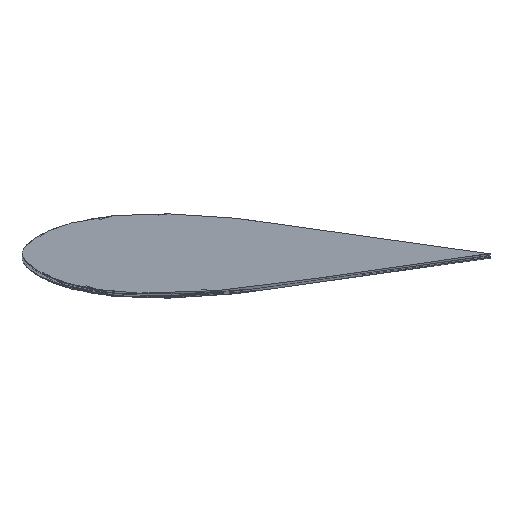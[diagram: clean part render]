
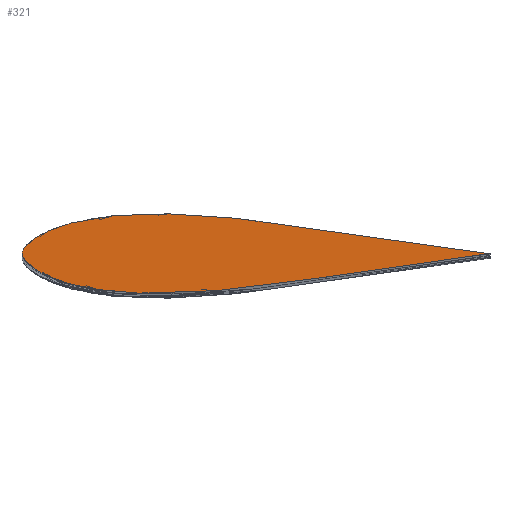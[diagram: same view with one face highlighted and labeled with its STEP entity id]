
A CAD part, top view. The second image highlights one B-rep face of the part: STEP entity #321.
In plain terms, the highlighted free-form (B-spline) face has degree [1, 1] with [2, 2] control points.
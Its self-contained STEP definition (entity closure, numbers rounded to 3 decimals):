
#22 = VERTEX_POINT('',#23);
#23 = CARTESIAN_POINT('',(97.167,0.,
    388.669));
#69 = VERTEX_POINT('',#70);
#70 = CARTESIAN_POINT('',(-32.389,0.,
    388.669));
#75 = EDGE_CURVE('',#69,#22,#76,.T.);
#76 = B_SPLINE_CURVE_WITH_KNOTS('',3,(#77,#78,#79,#80,#81,#82,#83,#84,
    #85,#86,#87,#88,#89,#90,#91,#92,#93,#94,#95,#96,#97,#98,#99,#100,
    #101,#102,#103,#104,#105,#106,#107,#108,#109),.UNSPECIFIED.,.F.,.F.,
  (4,1,1,1,1,1,1,1,1,1,1,1,1,1,1,1,1,1,1,1,1,1,1,1,1,1,1,1,1,1,4),(0.5,
    0.505,0.511,0.519,0.529,
    0.54,0.553,0.568,0.584,
    0.601,0.62,0.64,0.662,
    0.684,0.708,0.732,0.757,
    0.782,0.807,0.832,0.856,
    0.88,0.902,0.923,0.942,
    0.959,0.973,0.984,0.993,
    0.998,1.),.UNSPECIFIED.);
#77 = CARTESIAN_POINT('',(-32.389,0.,
    388.669));
#78 = CARTESIAN_POINT('',(-32.389,-0.413,
    388.669));
#79 = CARTESIAN_POINT('',(-31.965,-1.397,
    388.669));
#80 = CARTESIAN_POINT('',(-30.84,-2.692,
    388.669));
#81 = CARTESIAN_POINT('',(-29.156,-4.087,388.669
    ));
#82 = CARTESIAN_POINT('',(-26.928,-5.432,
    388.669));
#83 = CARTESIAN_POINT('',(-24.186,-6.715,
    388.669));
#84 = CARTESIAN_POINT('',(-20.942,-7.882,
    388.669));
#85 = CARTESIAN_POINT('',(-17.223,-8.906,
    388.669));
#86 = CARTESIAN_POINT('',(-13.05,-9.751,388.669
    ));
#87 = CARTESIAN_POINT('',(-8.451,-10.402,
    388.669));
#88 = CARTESIAN_POINT('',(-3.45,-10.833,388.669
    ));
#89 = CARTESIAN_POINT('',(1.922,-11.04,388.669
    ));
#90 = CARTESIAN_POINT('',(7.628,-11.038,388.669)
  );
#91 = CARTESIAN_POINT('',(13.624,-10.829,
    388.669));
#92 = CARTESIAN_POINT('',(19.862,-10.431,
    388.669));
#93 = CARTESIAN_POINT('',(26.286,-9.86,
    388.669));
#94 = CARTESIAN_POINT('',(32.837,-9.142,
    388.669));
#95 = CARTESIAN_POINT('',(39.453,-8.302,
    388.669));
#96 = CARTESIAN_POINT('',(46.073,-7.355,
    388.669));
#97 = CARTESIAN_POINT('',(52.632,-6.333,
    388.669));
#98 = CARTESIAN_POINT('',(59.06,-5.32,
    388.669));
#99 = CARTESIAN_POINT('',(65.266,-4.341,
    388.669));
#100 = CARTESIAN_POINT('',(71.156,-3.436,
    388.669));
#101 = CARTESIAN_POINT('',(76.633,-2.619,
    388.669));
#102 = CARTESIAN_POINT('',(81.614,-1.912,
    388.669));
#103 = CARTESIAN_POINT('',(85.995,-1.32,
    388.669));
#104 = CARTESIAN_POINT('',(89.755,-0.85,
    388.669));
#105 = CARTESIAN_POINT('',(92.678,-0.482,
    388.669));
#106 = CARTESIAN_POINT('',(95.103,-0.204,
    388.669));
#107 = CARTESIAN_POINT('',(96.129,-0.042,
    388.669));
#108 = CARTESIAN_POINT('',(97.167,-0.009,
    388.669));
#109 = CARTESIAN_POINT('',(97.167,0.,
    388.669));
#218 = EDGE_CURVE('',#22,#69,#219,.T.);
#219 = B_SPLINE_CURVE_WITH_KNOTS('',3,(#220,#221,#222,#223,#224,#225,
    #226,#227,#228,#229,#230,#231,#232,#233,#234,#235,#236,#237,#238,
    #239,#240,#241,#242,#243,#244,#245,#246,#247,#248,#249,#250,#251,
    #252),.UNSPECIFIED.,.F.,.F.,(4,1,1,1,1,1,1,1,1,1,1,1,1,1,1,1,1,1,1,1
    ,1,1,1,1,1,1,1,1,1,1,4),(0.,0.002,0.007,
    0.016,0.027,0.041,
    0.058,0.077,0.098,
    0.12,0.144,0.168,0.193,
    0.218,0.243,0.268,0.292,
    0.316,0.338,0.36,0.38,
    0.399,0.416,0.432,0.447,
    0.46,0.471,0.481,0.489,
    0.495,0.5),.UNSPECIFIED.);
#220 = CARTESIAN_POINT('',(97.167,0.,
    388.669));
#221 = CARTESIAN_POINT('',(97.167,0.009,
    388.669));
#222 = CARTESIAN_POINT('',(96.129,0.042,
    388.669));
#223 = CARTESIAN_POINT('',(95.103,0.204,
    388.669));
#224 = CARTESIAN_POINT('',(92.678,0.482,
    388.669));
#225 = CARTESIAN_POINT('',(89.755,0.85,
    388.669));
#226 = CARTESIAN_POINT('',(85.995,1.32,
    388.669));
#227 = CARTESIAN_POINT('',(81.614,1.912,388.669
    ));
#228 = CARTESIAN_POINT('',(76.633,2.619,
    388.669));
#229 = CARTESIAN_POINT('',(71.156,3.436,
    388.669));
#230 = CARTESIAN_POINT('',(65.266,4.341,
    388.669));
#231 = CARTESIAN_POINT('',(59.06,5.32,
    388.669));
#232 = CARTESIAN_POINT('',(52.632,6.333,
    388.669));
#233 = CARTESIAN_POINT('',(46.073,7.355,
    388.669));
#234 = CARTESIAN_POINT('',(39.453,8.302,
    388.669));
#235 = CARTESIAN_POINT('',(32.837,9.142,
    388.669));
#236 = CARTESIAN_POINT('',(26.286,9.86,
    388.669));
#237 = CARTESIAN_POINT('',(19.862,10.431,
    388.669));
#238 = CARTESIAN_POINT('',(13.624,10.829,
    388.669));
#239 = CARTESIAN_POINT('',(7.628,11.038,388.669)
  );
#240 = CARTESIAN_POINT('',(1.922,11.04,
    388.669));
#241 = CARTESIAN_POINT('',(-3.45,10.833,388.669
    ));
#242 = CARTESIAN_POINT('',(-8.451,10.402,
    388.669));
#243 = CARTESIAN_POINT('',(-13.05,9.751,388.669
    ));
#244 = CARTESIAN_POINT('',(-17.223,8.906,
    388.669));
#245 = CARTESIAN_POINT('',(-20.942,7.882,
    388.669));
#246 = CARTESIAN_POINT('',(-24.186,6.715,
    388.669));
#247 = CARTESIAN_POINT('',(-26.928,5.432,
    388.669));
#248 = CARTESIAN_POINT('',(-29.156,4.087,388.669
    ));
#249 = CARTESIAN_POINT('',(-30.84,2.692,
    388.669));
#250 = CARTESIAN_POINT('',(-31.965,1.397,
    388.669));
#251 = CARTESIAN_POINT('',(-32.389,0.413,
    388.669));
#252 = CARTESIAN_POINT('',(-32.389,0.,
    388.669));
#321 = ADVANCED_FACE('',(#322),#326,.F.);
#322 = FACE_BOUND('',#323,.T.);
#323 = EDGE_LOOP('',(#324,#325));
#324 = ORIENTED_EDGE('',*,*,#218,.T.);
#325 = ORIENTED_EDGE('',*,*,#75,.T.);
#326 = B_SPLINE_SURFACE_WITH_KNOTS('',1,1,(
    (#327,#328)
    ,(#329,#330
    )),.UNSPECIFIED.,.F.,.F.,.F.,(2,2),(2,2),(-100.,0.),(
    -8.522,8.522),.PIECEWISE_BEZIER_KNOTS.);
#327 = CARTESIAN_POINT('',(97.167,-11.04,
    388.669));
#328 = CARTESIAN_POINT('',(97.167,11.04,
    388.669));
#329 = CARTESIAN_POINT('',(-32.389,-11.04,
    388.669));
#330 = CARTESIAN_POINT('',(-32.389,11.04,
    388.669));
